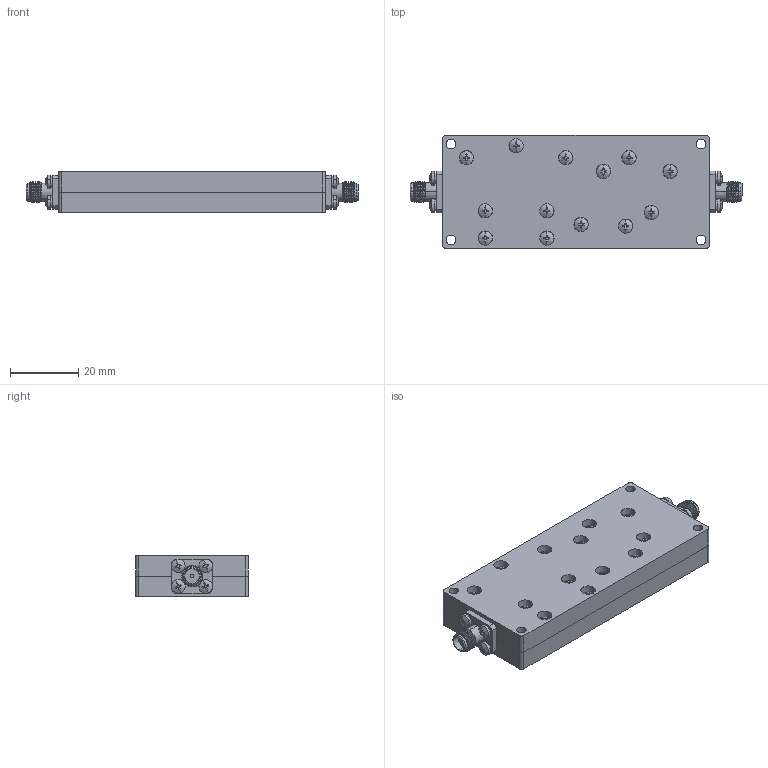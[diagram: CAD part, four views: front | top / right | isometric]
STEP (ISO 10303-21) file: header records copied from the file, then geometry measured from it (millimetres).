
FILE_DESCRIPTION (( 'STEP AP214' ), '1' );
FILE_NAME ('FMFL1030_3D.step', '2024-06-07T18:19:57', ( '' ), ( '' ), 'SwSTEP 2.0', 'SolidWorks 2022', '' );
FILE_SCHEMA (( 'AUTOMOTIVE_DESIGN' ));
Length unit declared in the file: millimetre
Products named in the file (1): FMFL1030_3D
Bounding box: 97 x 33 x 11.9 mm (x, y, z)
Volume: 28906.5 mm3; surface area: 15908.2 mm2
Topology: 1 solids, 21 shells, 1988 faces, 5502 edges, 3626 vertices
Faces by surface type: plane 1370, cylinder 505, cone 65, bspline 48
Entity records: 67262 total; most frequent: CARTESIAN_POINT 17025, ORIENTED_EDGE 10928, DIRECTION 9850, EDGE_CURVE 5464, LINE 3820, VECTOR 3820, VERTEX_POINT 3626, AXIS2_PLACEMENT_3D 3015
